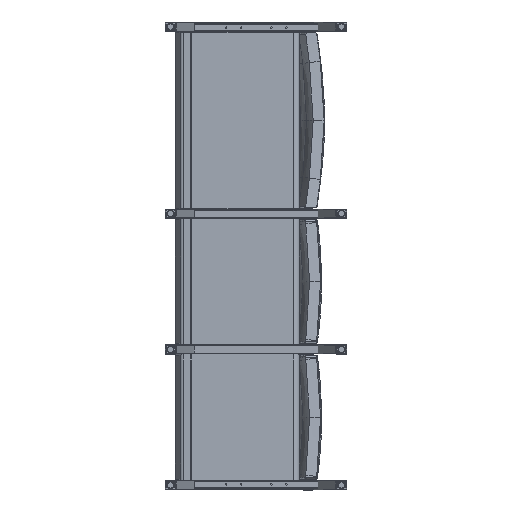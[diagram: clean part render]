
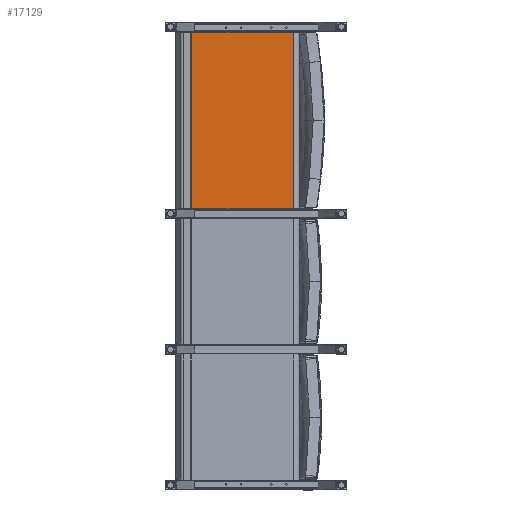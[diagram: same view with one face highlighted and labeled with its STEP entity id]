
A CAD part, front view. The second image highlights one B-rep face of the part: STEP entity #17129.
In plain terms, the highlighted planar face has unit normal (0, -1, 0).
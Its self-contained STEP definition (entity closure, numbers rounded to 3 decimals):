
#1370=LINE('',#27643,#2321);
#1387=LINE('',#27729,#2338);
#1392=LINE('',#27804,#2343);
#1393=LINE('',#27806,#2344);
#2321=VECTOR('',#20547,0.394);
#2338=VECTOR('',#20630,0.394);
#2343=VECTOR('',#20675,0.394);
#2344=VECTOR('',#20678,0.394);
#3257=PLANE('',#18543);
#4470=FACE_OUTER_BOUND('',#5634,.T.);
#5634=EDGE_LOOP('',(#12357,#12358,#12359,#12360));
#7870=VERTEX_POINT('',#27633);
#7872=VERTEX_POINT('',#27639);
#7892=VERTEX_POINT('',#27719);
#7894=VERTEX_POINT('',#27725);
#9488=EDGE_CURVE('',#7870,#7872,#1370,.T.);
#9524=EDGE_CURVE('',#7892,#7894,#1387,.T.);
#9543=EDGE_CURVE('',#7870,#7894,#1392,.T.);
#9544=EDGE_CURVE('',#7872,#7892,#1393,.T.);
#12357=ORIENTED_EDGE('',*,*,#9488,.F.);
#12358=ORIENTED_EDGE('',*,*,#9543,.T.);
#12359=ORIENTED_EDGE('',*,*,#9524,.F.);
#12360=ORIENTED_EDGE('',*,*,#9544,.F.);
#17129=ADVANCED_FACE('',(#4470),#3257,.T.);
#18543=AXIS2_PLACEMENT_3D('',#27805,#20676,#20677);
#20547=DIRECTION('',(-1.,0.,0.));
#20630=DIRECTION('',(1.,0.,0.));
#20675=DIRECTION('',(0.,0.,1.));
#20676=DIRECTION('center_axis',(0.,-1.,0.));
#20677=DIRECTION('ref_axis',(1.,0.,0.));
#20678=DIRECTION('',(0.,0.,1.));
#27633=CARTESIAN_POINT('',(4.791,0.797,0.125));
#27639=CARTESIAN_POINT('',(-12.083,0.797,0.125));
#27643=CARTESIAN_POINT('',(-8.524,0.797,0.125));
#27719=CARTESIAN_POINT('',(-12.083,0.797,29.375));
#27725=CARTESIAN_POINT('',(4.791,0.797,29.375));
#27729=CARTESIAN_POINT('',(-8.524,0.797,29.375));
#27804=CARTESIAN_POINT('',(4.791,0.797,0.));
#27805=CARTESIAN_POINT('Origin',(-12.083,0.797,0.));
#27806=CARTESIAN_POINT('',(-12.083,0.797,0.));
